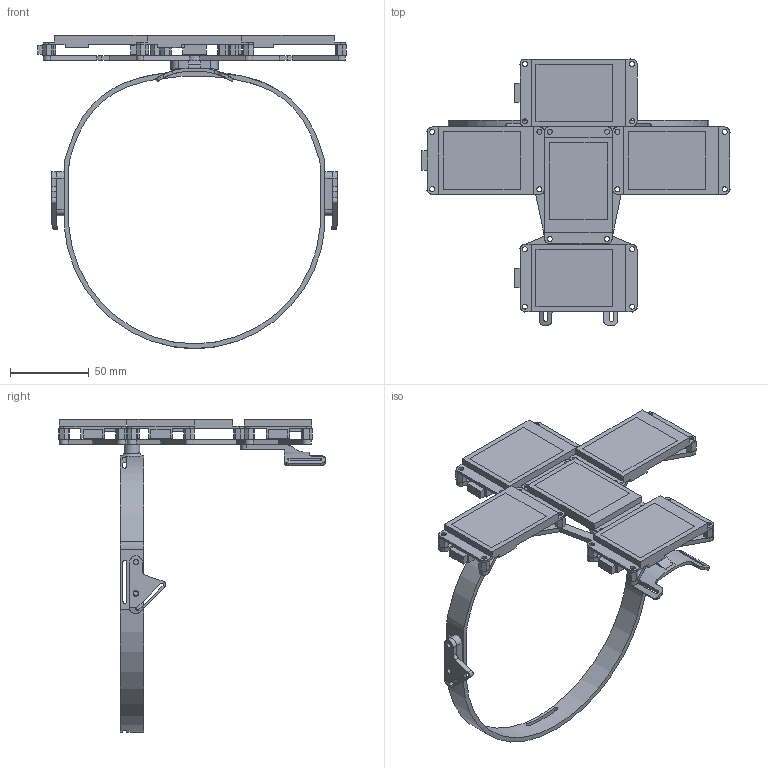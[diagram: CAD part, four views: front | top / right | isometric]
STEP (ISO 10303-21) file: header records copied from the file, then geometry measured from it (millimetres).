
FILE_DESCRIPTION(/* description */ (''),/* implementation_level */ '2;1');
FILE_NAME(/* name */ 'Ensamble general v5.step',/* time_stamp */ '2024-01-25T22:37:29-06:00',/* author */ (''),/* organization */ (''),/* preprocessor_version */ 'ST-DEVELOPER v20',/* originating_system */ 'Autodesk Translation Framework v12.14.0.127',/* authorisation */ '');
FILE_SCHEMA (('AUTOMOTIVE_DESIGN { 1 0 10303 214 3 1 1 }'));
Length unit declared in the file: millimetre
Products named in the file (8): Ensamble general; Face plate; Separadores; NX3224T024; Aro de la cabeza; Holder; Holder Mirror; Jaw
Assembly tree (30 placements, depth 2):
  Ensamble general
    Separadores  x20
    Face plate
    NX3224T024  x5
    Aro de la cabeza
    Holder
    Holder Mirror
    Jaw
Bounding box: 196.36 x 169.56 x 199.36 mm (x, y, z)
Volume: 144159.9 mm3; surface area: 93506.9 mm2
Topology: 30 solids, 30 shells, 639 faces, 1711 edges, 1135 vertices
Faces by surface type: plane 440, cylinder 179, bspline 20
Full cylindrical faces by diameter (mm): 3 x8, 3.2 x40, 3.5 x28
Entity records: 14407 total; most frequent: CARTESIAN_POINT 5057, ORIENTED_EDGE 1920, DIRECTION 1753, EDGE_CURVE 960, VERTEX_POINT 629, LINE 613, VECTOR 613, AXIS2_PLACEMENT_3D 570
